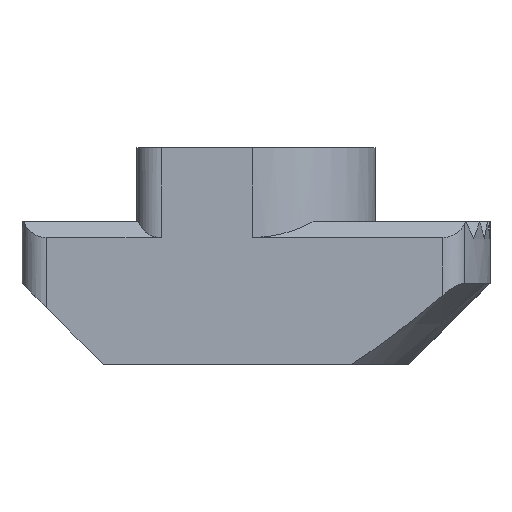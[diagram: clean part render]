
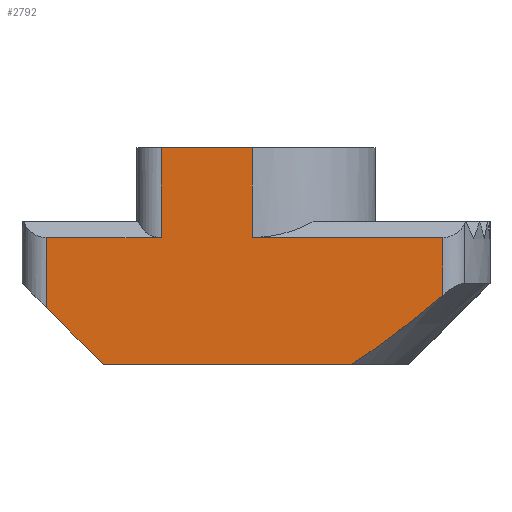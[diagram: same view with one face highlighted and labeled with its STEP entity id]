
A CAD part, left-side view. The second image highlights one B-rep face of the part: STEP entity #2792.
In plain terms, the highlighted planar face has unit normal (-1, 0, 0).
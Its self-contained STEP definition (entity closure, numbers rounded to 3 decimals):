
#1464=HYPERBOLA('',#2627,4.85,4.85);
#1673=ORIENTED_EDGE('',*,*,#2174,.T.);
#1674=ORIENTED_EDGE('',*,*,#2114,.F.);
#1675=ORIENTED_EDGE('',*,*,#2175,.F.);
#1676=ORIENTED_EDGE('',*,*,#2170,.F.);
#1677=ORIENTED_EDGE('',*,*,#2169,.F.);
#1678=ORIENTED_EDGE('',*,*,#2176,.F.);
#1679=ORIENTED_EDGE('',*,*,#2080,.F.);
#1680=ORIENTED_EDGE('',*,*,#2177,.T.);
#1681=ORIENTED_EDGE('',*,*,#2178,.F.);
#1682=ORIENTED_EDGE('',*,*,#2179,.T.);
#1832=VECTOR('',#2394,1.);
#1861=VECTOR('',#2505,1.);
#1862=VECTOR('',#2508,1.);
#1864=VECTOR('',#2516,1.);
#1865=VECTOR('',#2517,1.);
#1866=VECTOR('',#2518,1.);
#1867=VECTOR('',#2519,1.);
#1868=VECTOR('',#2520,1.);
#1869=VECTOR('',#2521,1.);
#1918=LINE('',#2940,#1832);
#1947=LINE('',#3078,#1861);
#1948=LINE('',#3081,#1862);
#1950=LINE('',#3089,#1864);
#1951=LINE('',#3090,#1865);
#1952=LINE('',#3091,#1866);
#1953=LINE('',#3093,#1867);
#1954=LINE('',#3095,#1868);
#1955=LINE('',#3096,#1869);
#1983=VERTEX_POINT('',#2833);
#1985=VERTEX_POINT('',#2837);
#2014=VERTEX_POINT('',#2937);
#2015=VERTEX_POINT('',#2939);
#2049=VERTEX_POINT('',#3072);
#2051=VERTEX_POINT('',#3076);
#2052=VERTEX_POINT('',#3080);
#2055=VERTEX_POINT('',#3088);
#2056=VERTEX_POINT('',#3092);
#2057=VERTEX_POINT('',#3094);
#2080=EDGE_CURVE('',#1985,#1983,#1464,.T.);
#2114=EDGE_CURVE('',#2014,#2015,#1918,.T.);
#2169=EDGE_CURVE('',#2051,#2049,#1947,.T.);
#2170=EDGE_CURVE('',#2049,#2052,#1948,.T.);
#2174=EDGE_CURVE('',#2055,#2015,#1950,.T.);
#2175=EDGE_CURVE('',#2052,#2014,#1951,.T.);
#2176=EDGE_CURVE('',#1983,#2051,#1952,.T.);
#2177=EDGE_CURVE('',#1985,#2056,#1953,.T.);
#2178=EDGE_CURVE('',#2057,#2056,#1954,.T.);
#2179=EDGE_CURVE('',#2057,#2055,#1955,.T.);
#2239=EDGE_LOOP('',(#1673,#1674,#1675,#1676,#1677,#1678,#1679,#1680,#1681,
#1682));
#2293=FACE_BOUND('',#2239,.T.);
#2336=DIRECTION('',(-1.,0.,0.));
#2337=DIRECTION('',(0.,0.,1.));
#2394=DIRECTION('',(0.,0.,3.65));
#2505=DIRECTION('',(0.,2.3,2.3));
#2508=DIRECTION('',(0.,0.,2.85));
#2514=DIRECTION('',(-1.,0.,0.));
#2515=DIRECTION('',(0.,1.,0.));
#2516=DIRECTION('',(0.,3.7,0.));
#2517=DIRECTION('',(0.,-4.65,0.));
#2518=DIRECTION('',(0.,10.062,0.));
#2519=DIRECTION('',(0.,0.,2.353));
#2520=DIRECTION('',(0.,-7.728,0.));
#2521=DIRECTION('',(0.,0.,3.65));
#2627=AXIS2_PLACEMENT_3D('',#2870,#2336,#2337);
#2689=AXIS2_PLACEMENT_3D('',#3087,#2514,#2515);
#2745=PLANE('',#2689);
#2792=ADVANCED_FACE('',(#2293),#2745,.T.);
#2833=CARTESIAN_POINT('',(-4.85,-3.862,0.));
#2837=CARTESIAN_POINT('',(-4.85,-7.578,2.797));
#2870=CARTESIAN_POINT('',(-4.85,0.,-6.2));
#2937=CARTESIAN_POINT('',(-4.85,3.85,5.15));
#2939=CARTESIAN_POINT('',(-4.85,3.85,8.8));
#2940=CARTESIAN_POINT('',(-4.85,3.85,5.15));
#3072=CARTESIAN_POINT('',(-4.85,8.5,2.3));
#3076=CARTESIAN_POINT('',(-4.85,6.2,0.));
#3078=CARTESIAN_POINT('',(-4.85,6.2,0.));
#3080=CARTESIAN_POINT('',(-4.85,8.5,5.15));
#3081=CARTESIAN_POINT('',(-4.85,8.5,2.3));
#3087=CARTESIAN_POINT('',(-4.85,0.15,8.8));
#3088=CARTESIAN_POINT('',(-4.85,0.15,8.8));
#3089=CARTESIAN_POINT('',(-4.85,0.15,8.8));
#3090=CARTESIAN_POINT('',(-4.85,8.5,5.15));
#3091=CARTESIAN_POINT('',(-4.85,-3.862,0.));
#3092=CARTESIAN_POINT('',(-4.85,-7.578,5.15));
#3093=CARTESIAN_POINT('',(-4.85,-7.578,2.797));
#3094=CARTESIAN_POINT('',(-4.85,0.15,5.15));
#3095=CARTESIAN_POINT('',(-4.85,0.15,5.15));
#3096=CARTESIAN_POINT('',(-4.85,0.15,5.15));
